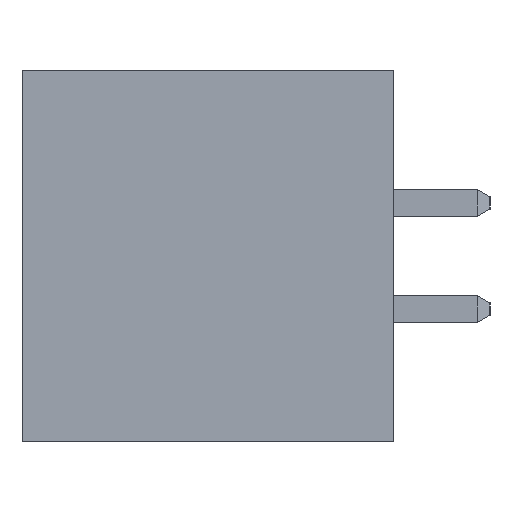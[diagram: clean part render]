
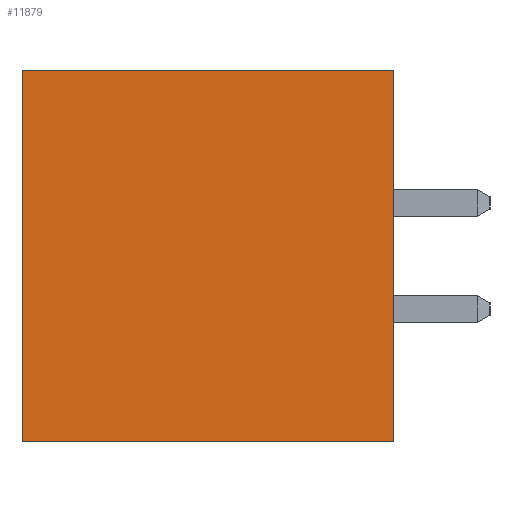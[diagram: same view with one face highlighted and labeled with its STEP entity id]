
A CAD part, left-side view. The second image highlights one B-rep face of the part: STEP entity #11879.
In plain terms, the highlighted planar face has unit normal (-1, 0, 0).
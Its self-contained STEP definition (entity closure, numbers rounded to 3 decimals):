
#11840 = CARTESIAN_POINT ( 'NONE',  ( -5.08, 0., -5.72 ) ) ;
#11841 = VERTEX_POINT ( 'NONE', #11840 ) ;
#11842 = CARTESIAN_POINT ( 'NONE',  ( -5.08, 0., 3.18 ) ) ;
#11843 = VERTEX_POINT ( 'NONE', #11842 ) ;
#11844 = CARTESIAN_POINT ( 'NONE',  ( -5.08, 0., 3.18 ) ) ;
#11845 = DIRECTION ( 'NONE',  ( 0., 0., 1. ) ) ;
#11846 = VECTOR ( 'NONE', #11845, 1000. ) ;
#11847 = LINE ( 'NONE', #11844, #11846 ) ;
#11848 = EDGE_CURVE ( 'NONE', #11841, #11843, #11847, .T. ) ;
#11849 = ORIENTED_EDGE ( 'NONE', *, *, #11848, .T. ) ;
#11850 = CARTESIAN_POINT ( 'NONE',  ( -5.08, 8.9, 3.18 ) ) ;
#11851 = VERTEX_POINT ( 'NONE', #11850 ) ;
#11852 = CARTESIAN_POINT ( 'NONE',  ( -5.08, 8.9, 3.18 ) ) ;
#11853 = DIRECTION ( 'NONE',  ( 0., -1., 0. ) ) ;
#11854 = VECTOR ( 'NONE', #11853, 1000. ) ;
#11855 = LINE ( 'NONE', #11852, #11854 ) ;
#11856 = EDGE_CURVE ( 'NONE', #11851, #11843, #11855, .T. ) ;
#11857 = ORIENTED_EDGE ( 'NONE', *, *, #11856, .F. ) ;
#11858 = CARTESIAN_POINT ( 'NONE',  ( -5.08, 8.9, -5.72 ) ) ;
#11859 = VERTEX_POINT ( 'NONE', #11858 ) ;
#11860 = CARTESIAN_POINT ( 'NONE',  ( -5.08, 8.9, 3.18 ) ) ;
#11861 = DIRECTION ( 'NONE',  ( 0., 0., 1. ) ) ;
#11862 = VECTOR ( 'NONE', #11861, 1000. ) ;
#11863 = LINE ( 'NONE', #11860, #11862 ) ;
#11864 = EDGE_CURVE ( 'NONE', #11859, #11851, #11863, .T. ) ;
#11865 = ORIENTED_EDGE ( 'NONE', *, *, #11864, .F. ) ;
#11866 = CARTESIAN_POINT ( 'NONE',  ( -5.08, 8.9, -5.72 ) ) ;
#11867 = DIRECTION ( 'NONE',  ( 0., -1., 0. ) ) ;
#11868 = VECTOR ( 'NONE', #11867, 1000. ) ;
#11869 = LINE ( 'NONE', #11866, #11868 ) ;
#11870 = EDGE_CURVE ( 'NONE', #11859, #11841, #11869, .T. ) ;
#11871 = ORIENTED_EDGE ( 'NONE', *, *, #11870, .T. ) ;
#11872 = EDGE_LOOP ( 'NONE', ( #11849, #11857, #11865, #11871 ) ) ;
#11873 = FACE_OUTER_BOUND ( 'NONE', #11872, .T. ) ;
#11874 = CARTESIAN_POINT ( 'NONE',  ( -5.08, 8.9, 3.18 ) ) ;
#11875 = DIRECTION ( 'NONE',  ( 1., 0., 0. ) ) ;
#11876 = DIRECTION ( 'NONE',  ( 0., 0., -1. ) ) ;
#11877 = AXIS2_PLACEMENT_3D ( 'NONE', #11874, #11875, #11876 ) ;
#11878 = PLANE ( 'NONE', #11877 ) ;
#11879 = ADVANCED_FACE ( 'NONE', ( #11873 ), #11878, .F. ) ;
